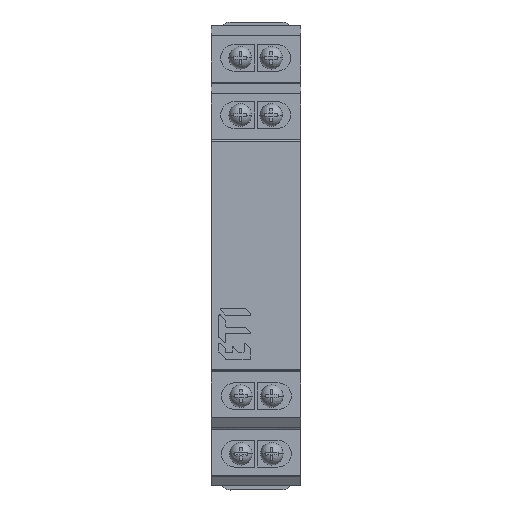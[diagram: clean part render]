
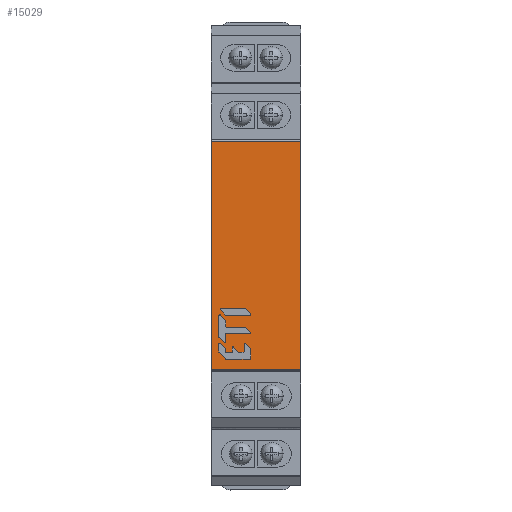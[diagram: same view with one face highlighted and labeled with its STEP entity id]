
A CAD part, top view. The second image highlights one B-rep face of the part: STEP entity #15029.
In plain terms, the highlighted planar face has unit normal (0, 0, 1).
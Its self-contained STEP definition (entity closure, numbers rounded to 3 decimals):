
#11630=DIRECTION('',(1.,0.,0.));
#11631=VECTOR('',#11630,17.5);
#11632=CARTESIAN_POINT('',(59.557,-8.401,
94.912));
#11633=LINE('',#11632,#11631);
#11644=DIRECTION('',(0.,1.,0.));
#11645=VECTOR('',#11644,44.68);
#11646=CARTESIAN_POINT('',(59.557,-8.401,
94.912));
#11647=LINE('',#11646,#11645);
#11651=DIRECTION('',(1.,0.,0.));
#11652=VECTOR('',#11651,17.5);
#11653=CARTESIAN_POINT('',(59.553,36.279,94.912));
#11654=LINE('',#11653,#11652);
#11658=DIRECTION('',(0.,-1.,0.));
#11659=VECTOR('',#11658,44.68);
#11660=CARTESIAN_POINT('',(77.053,36.281,94.912));
#11661=LINE('',#11660,#11659);
#13314=CARTESIAN_POINT('',(59.553,36.279,94.912));
#13315=VERTEX_POINT('',#13314);
#13316=CARTESIAN_POINT('',(59.557,-8.401,
94.912));
#13317=VERTEX_POINT('',#13316);
#13624=CARTESIAN_POINT('',(77.057,-8.399,
94.912));
#13625=VERTEX_POINT('',#13624);
#13626=CARTESIAN_POINT('',(77.053,36.281,94.912));
#13627=VERTEX_POINT('',#13626);
#15017=CARTESIAN_POINT('',(59.553,36.279,94.912));
#15018=DIRECTION('',(0.,0.,1.));
#15019=DIRECTION('',(0.,-1.,0.));
#15020=AXIS2_PLACEMENT_3D('',#15017,#15018,#15019);
#15021=PLANE('',#15020);
#15022=ORIENTED_EDGE('',*,*,#13836,.T.);
#15024=ORIENTED_EDGE('',*,*,#15023,.T.);
#15025=ORIENTED_EDGE('',*,*,#14731,.T.);
#15026=ORIENTED_EDGE('',*,*,#15010,.F.);
#15027=EDGE_LOOP('',(#15022,#15024,#15025,#15026));
#15028=FACE_OUTER_BOUND('',#15027,.F.);
#13836=EDGE_CURVE('',#13317,#13315,#11647,.T.);
#14731=EDGE_CURVE('',#13627,#13625,#11661,.T.);
#15010=EDGE_CURVE('',#13317,#13625,#11633,.T.);
#15023=EDGE_CURVE('',#13315,#13627,#11654,.T.);
#15029=ADVANCED_FACE('',(#15028),#15021,.T.);
